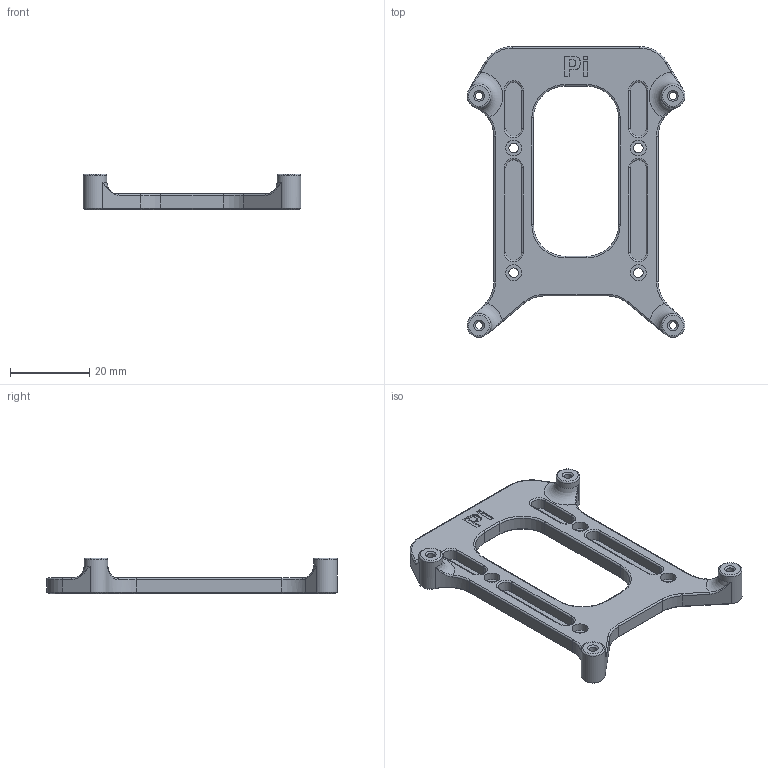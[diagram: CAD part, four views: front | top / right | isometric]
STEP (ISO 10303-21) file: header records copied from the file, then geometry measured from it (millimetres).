
FILE_DESCRIPTION(/* description */ (''),/* implementation_level */ '2;1');
FILE_NAME(/* name */ 'Raspberry_Pi_2clip.step',/* time_stamp */ '2024-04-25T16:29:06-07:00',/* author */ (''),/* organization */ (''),/* preprocessor_version */ 'ST-DEVELOPER v20',/* originating_system */ 'Autodesk Translation Framework v12.20.1.177',/* authorisation */ '');
FILE_SCHEMA (('AUTOMOTIVE_DESIGN { 1 0 10303 214 3 1 1 }'));
Length unit declared in the file: millimetre
Products named in the file (1): Raspberry_Pi_2clip
Bounding box: 55 x 73.5 x 9 mm (x, y, z)
Volume: 7687.3 mm3; surface area: 6624.6 mm2
Topology: 1 solids, 1 shells, 204 faces, 478 edges, 280 vertices
Faces by surface type: plane 72, cylinder 56, cone 28, torus 28, bspline 20
Full cylindrical faces by diameter (mm): 1.9 x4, 2.4 x4, 4 x4, 6 x4
Entity records: 6193 total; most frequent: CARTESIAN_POINT 1519, DIRECTION 986, ORIENTED_EDGE 940, EDGE_CURVE 470, AXIS2_PLACEMENT_3D 371, VERTEX_POINT 280, LINE 244, VECTOR 244
